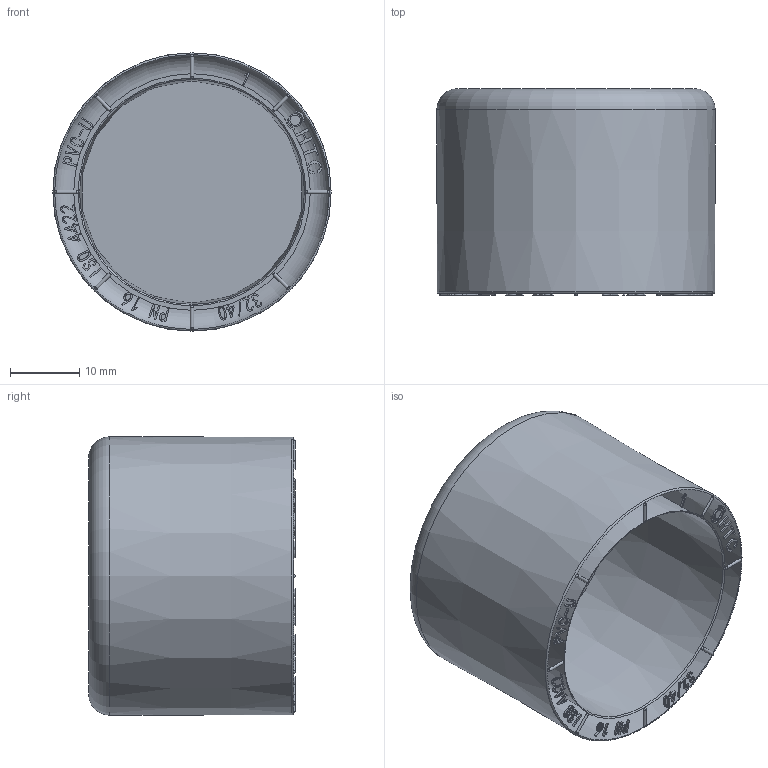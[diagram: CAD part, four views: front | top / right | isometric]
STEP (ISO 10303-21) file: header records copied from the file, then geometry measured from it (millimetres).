
FILE_DESCRIPTION(/* description */ (''),/* implementation_level */ '2;1');
FILE_NAME(/* name */ '32管堵.stp',/* time_stamp */ '2024-09-14T09:52:50+08:00',/* author */ (''),/* organization */ (''),/* preprocessor_version */ 'ST-DEVELOPER v16',/* originating_system */ 'SIEMENS PLM Software NX 10.0',/* authorisation */ '');
FILE_SCHEMA (('AUTOMOTIVE_DESIGN { 1 0 10303 214 3 1 1 1 }'));
Length unit declared in the file: millimetre
Products named in the file (1): gelv10901AEAs02x
Bounding box: 40.09 x 29.75 x 40.09 mm (x, y, z)
Volume: 18666.6 mm3; surface area: 8350.8 mm2
Topology: 1 solids, 1 shells, 1042 faces, 3019 edges, 2001 vertices
Faces by surface type: plane 1001, sphere 16, cylinder 14, extrusion 6, torus 3, cone 2
Full cylindrical faces by diameter (mm): 1.5 x1, 1.9 x1
Entity records: 38165 total; most frequent: CARTESIAN_POINT 14614, ORIENTED_EDGE 5974, DIRECTION 3207, EDGE_CURVE 2987, VERTEX_POINT 1992, B_SPLINE_CURVE_WITH_KNOTS 1932, AXIS2_PLACEMENT_3D 1103, EDGE_LOOP 1087
